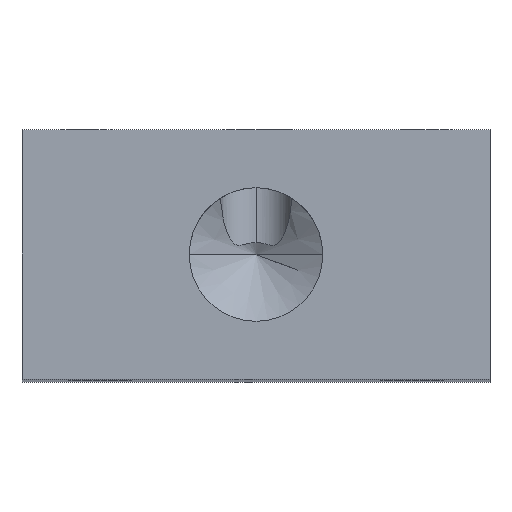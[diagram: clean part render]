
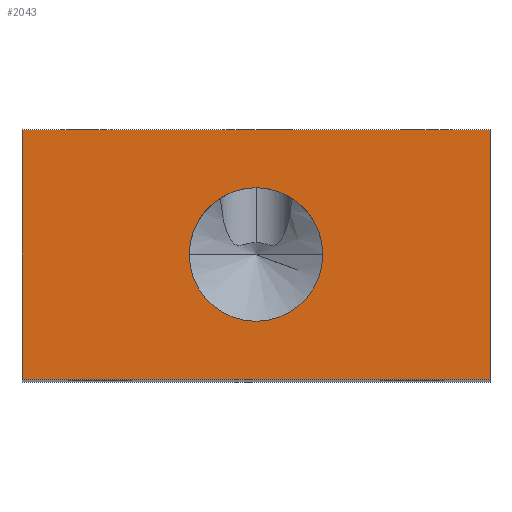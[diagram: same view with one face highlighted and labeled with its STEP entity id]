
A CAD part, top view. The second image highlights one B-rep face of the part: STEP entity #2043.
In plain terms, the highlighted planar face has unit normal (0, 0, 1).
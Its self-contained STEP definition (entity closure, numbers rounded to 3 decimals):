
#2 = CARTESIAN_POINT ( 'NONE',  ( 15., 16., 55. ) ) ;
#10 = CARTESIAN_POINT ( 'NONE',  ( 15., 16., 55. ) ) ;
#17 = DIRECTION ( 'NONE',  ( 1., 0., 0. ) ) ;
#52 = PLANE ( 'NONE',  #805 ) ;
#86 = CIRCLE ( 'NONE', #900, 4.283 ) ;
#129 = VERTEX_POINT ( 'NONE', #2105 ) ;
#195 = LINE ( 'NONE', #1686, #1473 ) ;
#197 = VECTOR ( 'NONE', #1471, 1000. ) ;
#210 = CIRCLE ( 'NONE', #1337, 4.283 ) ;
#212 = ORIENTED_EDGE ( 'NONE', *, *, #1144, .F. ) ;
#229 = CARTESIAN_POINT ( 'NONE',  ( -15., 16., 55. ) ) ;
#249 = CARTESIAN_POINT ( 'NONE',  ( -4.283, 8., 55. ) ) ;
#334 = EDGE_LOOP ( 'NONE', ( #2024, #1721, #1187, #1331 ) ) ;
#341 = FACE_BOUND ( 'NONE', #1261, .T. ) ;
#375 = EDGE_CURVE ( 'NONE', #2175, #129, #195, .T. ) ;
#392 = DIRECTION ( 'NONE',  ( 1., 0., 0. ) ) ;
#484 = LINE ( 'NONE', #2, #197 ) ;
#574 = ORIENTED_EDGE ( 'NONE', *, *, #2028, .F. ) ;
#665 = LINE ( 'NONE', #1343, #1186 ) ;
#699 = VECTOR ( 'NONE', #1440, 1000. ) ;
#701 = EDGE_CURVE ( 'NONE', #2175, #1945, #665, .T. ) ;
#805 = AXIS2_PLACEMENT_3D ( 'NONE', #10, #2067, #878 ) ;
#878 = DIRECTION ( 'NONE',  ( -1., 0., 0. ) ) ;
#887 = CARTESIAN_POINT ( 'NONE',  ( 0., 8., 55. ) ) ;
#900 = AXIS2_PLACEMENT_3D ( 'NONE', #1425, #2113, #392 ) ;
#1111 = CARTESIAN_POINT ( 'NONE',  ( 15., 0., 55. ) ) ;
#1144 = EDGE_CURVE ( 'NONE', #1772, #1224, #86, .T. ) ;
#1186 = VECTOR ( 'NONE', #2032, 1000. ) ;
#1187 = ORIENTED_EDGE ( 'NONE', *, *, #375, .F. ) ;
#1224 = VERTEX_POINT ( 'NONE', #249 ) ;
#1229 = DIRECTION ( 'NONE',  ( 0., 0., 1. ) ) ;
#1261 = EDGE_LOOP ( 'NONE', ( #212, #574 ) ) ;
#1331 = ORIENTED_EDGE ( 'NONE', *, *, #701, .T. ) ;
#1337 = AXIS2_PLACEMENT_3D ( 'NONE', #887, #1229, #1376 ) ;
#1343 = CARTESIAN_POINT ( 'NONE',  ( -15., 16., 55. ) ) ;
#1376 = DIRECTION ( 'NONE',  ( 1., 0., 0. ) ) ;
#1425 = CARTESIAN_POINT ( 'NONE',  ( 0., 8., 55. ) ) ;
#1427 = LINE ( 'NONE', #1111, #699 ) ;
#1440 = DIRECTION ( 'NONE',  ( 1., 0., 0. ) ) ;
#1471 = DIRECTION ( 'NONE',  ( 0., -1., 0. ) ) ;
#1473 = VECTOR ( 'NONE', #17, 1000. ) ;
#1484 = CARTESIAN_POINT ( 'NONE',  ( 15., 0., 55. ) ) ;
#1609 = CARTESIAN_POINT ( 'NONE',  ( 4.283, 8., 55. ) ) ;
#1627 = EDGE_CURVE ( 'NONE', #129, #2015, #484, .T. ) ;
#1686 = CARTESIAN_POINT ( 'NONE',  ( 15., 16., 55. ) ) ;
#1721 = ORIENTED_EDGE ( 'NONE', *, *, #1627, .F. ) ;
#1772 = VERTEX_POINT ( 'NONE', #1609 ) ;
#1881 = FACE_OUTER_BOUND ( 'NONE', #334, .T. ) ;
#1945 = VERTEX_POINT ( 'NONE', #1997 ) ;
#1997 = CARTESIAN_POINT ( 'NONE',  ( -15., 0., 55. ) ) ;
#2015 = VERTEX_POINT ( 'NONE', #1484 ) ;
#2024 = ORIENTED_EDGE ( 'NONE', *, *, #2160, .T. ) ;
#2028 = EDGE_CURVE ( 'NONE', #1224, #1772, #210, .T. ) ;
#2032 = DIRECTION ( 'NONE',  ( 0., -1., 0. ) ) ;
#2043 = ADVANCED_FACE ( 'NONE', ( #1881, #341 ), #52, .F. ) ;
#2067 = DIRECTION ( 'NONE',  ( 0., 0., -1. ) ) ;
#2105 = CARTESIAN_POINT ( 'NONE',  ( 15., 16., 55. ) ) ;
#2113 = DIRECTION ( 'NONE',  ( 0., 0., 1. ) ) ;
#2160 = EDGE_CURVE ( 'NONE', #1945, #2015, #1427, .T. ) ;
#2175 = VERTEX_POINT ( 'NONE', #229 ) ;
